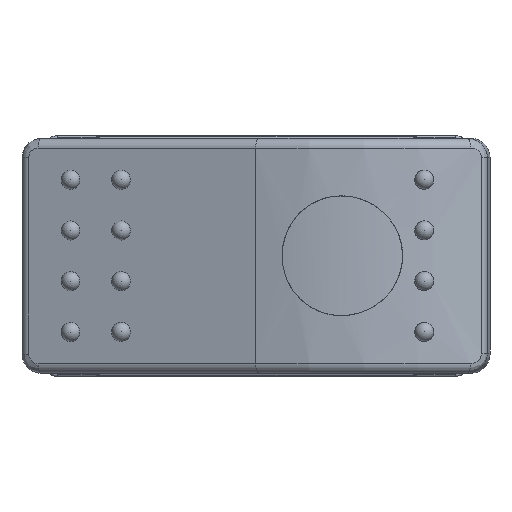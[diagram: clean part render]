
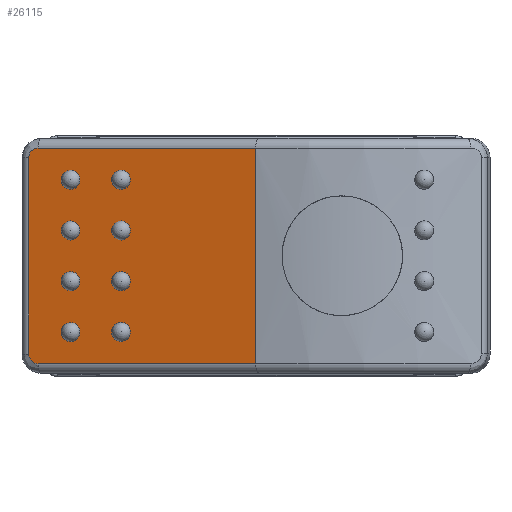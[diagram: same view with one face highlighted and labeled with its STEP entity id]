
A CAD part, top view. The second image highlights one B-rep face of the part: STEP entity #26115.
In plain terms, the highlighted planar face has unit normal (-0.294, 0, 0.956).
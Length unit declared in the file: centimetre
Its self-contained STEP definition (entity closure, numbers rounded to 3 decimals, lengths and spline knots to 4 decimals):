
#382=FACE_BOUND('',#8400,.T.);
#383=FACE_BOUND('',#8401,.T.);
#384=FACE_BOUND('',#8402,.T.);
#385=FACE_BOUND('',#8403,.T.);
#386=FACE_BOUND('',#8404,.T.);
#387=FACE_BOUND('',#8405,.T.);
#388=FACE_BOUND('',#8406,.T.);
#389=FACE_BOUND('',#8407,.T.);
#515=ELLIPSE('',#27651,0.101,0.1);
#518=ELLIPSE('',#27659,0.101,0.1);
#774=LINE('',#37138,#3418);
#798=LINE('',#37414,#3442);
#800=LINE('',#37450,#3444);
#801=LINE('',#37452,#3445);
#3418=VECTOR('',#29575,1.);
#3442=VECTOR('',#29717,1.);
#3444=VECTOR('',#29731,1.);
#3445=VECTOR('',#29734,1.);
#6047=PLANE('',#27688);
#6912=FACE_OUTER_BOUND('',#8399,.T.);
#8399=EDGE_LOOP('',(#18058,#18059,#18060,#18061,#18062,#18063));
#8400=EDGE_LOOP('',(#18064));
#8401=EDGE_LOOP('',(#18065));
#8402=EDGE_LOOP('',(#18066));
#8403=EDGE_LOOP('',(#18067));
#8404=EDGE_LOOP('',(#18068));
#8405=EDGE_LOOP('',(#18069));
#8406=EDGE_LOOP('',(#18070));
#8407=EDGE_LOOP('',(#18071));
#9975=CIRCLE('',#27601,0.1);
#9977=CIRCLE('',#27604,0.1);
#9979=CIRCLE('',#27607,0.1);
#9981=CIRCLE('',#27610,0.1);
#9983=CIRCLE('',#27613,0.1);
#9985=CIRCLE('',#27616,0.1);
#9987=CIRCLE('',#27619,0.1);
#9989=CIRCLE('',#27622,0.1);
#11166=VERTEX_POINT('',#37135);
#11167=VERTEX_POINT('',#37137);
#11173=VERTEX_POINT('',#37199);
#11175=VERTEX_POINT('',#37204);
#11177=VERTEX_POINT('',#37209);
#11179=VERTEX_POINT('',#37214);
#11181=VERTEX_POINT('',#37219);
#11183=VERTEX_POINT('',#37224);
#11185=VERTEX_POINT('',#37229);
#11187=VERTEX_POINT('',#37234);
#11211=VERTEX_POINT('',#37404);
#11212=VERTEX_POINT('',#37406);
#11214=VERTEX_POINT('',#37440);
#11216=VERTEX_POINT('',#37444);
#13807=EDGE_CURVE('',#11166,#11167,#774,.T.);
#13814=EDGE_CURVE('',#11173,#11173,#9975,.T.);
#13816=EDGE_CURVE('',#11175,#11175,#9977,.T.);
#13818=EDGE_CURVE('',#11177,#11177,#9979,.T.);
#13820=EDGE_CURVE('',#11179,#11179,#9981,.T.);
#13822=EDGE_CURVE('',#11181,#11181,#9983,.T.);
#13824=EDGE_CURVE('',#11183,#11183,#9985,.T.);
#13826=EDGE_CURVE('',#11185,#11185,#9987,.T.);
#13828=EDGE_CURVE('',#11187,#11187,#9989,.T.);
#13870=EDGE_CURVE('',#11211,#11212,#515,.T.);
#13874=EDGE_CURVE('',#11167,#11211,#798,.T.);
#13878=EDGE_CURVE('',#11216,#11214,#518,.T.);
#13880=EDGE_CURVE('',#11214,#11166,#800,.T.);
#13881=EDGE_CURVE('',#11212,#11216,#801,.T.);
#18058=ORIENTED_EDGE('',*,*,#13870,.F.);
#18059=ORIENTED_EDGE('',*,*,#13874,.F.);
#18060=ORIENTED_EDGE('',*,*,#13807,.F.);
#18061=ORIENTED_EDGE('',*,*,#13880,.F.);
#18062=ORIENTED_EDGE('',*,*,#13878,.F.);
#18063=ORIENTED_EDGE('',*,*,#13881,.F.);
#18064=ORIENTED_EDGE('',*,*,#13822,.T.);
#18065=ORIENTED_EDGE('',*,*,#13818,.T.);
#18066=ORIENTED_EDGE('',*,*,#13816,.T.);
#18067=ORIENTED_EDGE('',*,*,#13814,.T.);
#18068=ORIENTED_EDGE('',*,*,#13828,.T.);
#18069=ORIENTED_EDGE('',*,*,#13826,.T.);
#18070=ORIENTED_EDGE('',*,*,#13820,.T.);
#18071=ORIENTED_EDGE('',*,*,#13824,.T.);
#26115=ADVANCED_FACE('',(#6912,#382,#383,#384,#385,#386,#387,#388,#389),
#6047,.T.);
#27601=AXIS2_PLACEMENT_3D('',#37200,#29585,#29586);
#27604=AXIS2_PLACEMENT_3D('',#37205,#29591,#29592);
#27607=AXIS2_PLACEMENT_3D('',#37210,#29597,#29598);
#27610=AXIS2_PLACEMENT_3D('',#37215,#29603,#29604);
#27613=AXIS2_PLACEMENT_3D('',#37220,#29609,#29610);
#27616=AXIS2_PLACEMENT_3D('',#37225,#29615,#29616);
#27619=AXIS2_PLACEMENT_3D('',#37230,#29621,#29622);
#27622=AXIS2_PLACEMENT_3D('',#37235,#29627,#29628);
#27651=AXIS2_PLACEMENT_3D('',#37407,#29706,#29707);
#27659=AXIS2_PLACEMENT_3D('',#37446,#29724,#29725);
#27688=AXIS2_PLACEMENT_3D('',#37503,#29800,#29801);
#29575=DIRECTION('',(0.,-1.,0.));
#29585=DIRECTION('center_axis',(0.295,0.,
-0.956));
#29586=DIRECTION('ref_axis',(-0.956,0.,-0.295));
#29591=DIRECTION('center_axis',(0.295,0.,
-0.956));
#29592=DIRECTION('ref_axis',(-0.956,0.,-0.295));
#29597=DIRECTION('center_axis',(0.295,0.,
-0.956));
#29598=DIRECTION('ref_axis',(-0.956,0.,-0.295));
#29603=DIRECTION('center_axis',(0.295,0.,
-0.956));
#29604=DIRECTION('ref_axis',(-0.956,0.,-0.295));
#29609=DIRECTION('center_axis',(0.295,0.,
-0.956));
#29610=DIRECTION('ref_axis',(-0.956,0.,-0.295));
#29615=DIRECTION('center_axis',(0.295,0.,
-0.956));
#29616=DIRECTION('ref_axis',(-0.956,0.,-0.295));
#29621=DIRECTION('center_axis',(0.295,0.,
-0.956));
#29622=DIRECTION('ref_axis',(-0.956,0.,-0.295));
#29627=DIRECTION('center_axis',(0.295,0.,
-0.956));
#29628=DIRECTION('ref_axis',(-0.956,0.,-0.295));
#29706=DIRECTION('center_axis',(0.295,0.,
-0.956));
#29707=DIRECTION('ref_axis',(-0.956,0.,-0.295));
#29717=DIRECTION('',(-0.956,0.,-0.295));
#29724=DIRECTION('center_axis',(0.295,0.,
-0.956));
#29725=DIRECTION('ref_axis',(-0.956,0.,-0.295));
#29731=DIRECTION('',(0.956,0.,0.295));
#29734=DIRECTION('',(0.,1.,0.));
#29800=DIRECTION('center_axis',(-0.295,0.,
0.956));
#29801=DIRECTION('ref_axis',(0.,-1.,0.));
#37135=CARTESIAN_POINT('',(-0.0082,1.125,4.1794));
#37137=CARTESIAN_POINT('',(-0.0082,-1.125,4.1794));
#37138=CARTESIAN_POINT('',(-0.0082,0.,4.1794));
#37199=CARTESIAN_POINT('',(-2.034,0.795,3.555));
#37200=CARTESIAN_POINT('Origin',(-1.9385,0.795,3.5844));
#37204=CARTESIAN_POINT('',(-1.5084,0.795,3.717));
#37205=CARTESIAN_POINT('Origin',(-1.4129,0.795,3.7464));
#37209=CARTESIAN_POINT('',(-1.5084,0.265,3.717));
#37210=CARTESIAN_POINT('Origin',(-1.4129,0.265,3.7464));
#37214=CARTESIAN_POINT('',(-1.5084,-0.265,3.717));
#37215=CARTESIAN_POINT('Origin',(-1.4129,-0.265,3.7464));
#37219=CARTESIAN_POINT('',(-1.5084,-0.795,3.717));
#37220=CARTESIAN_POINT('Origin',(-1.4129,-0.795,3.7464));
#37224=CARTESIAN_POINT('',(-2.034,-0.795,3.555));
#37225=CARTESIAN_POINT('Origin',(-1.9385,-0.795,3.5844));
#37229=CARTESIAN_POINT('',(-2.034,-0.265,3.555));
#37230=CARTESIAN_POINT('Origin',(-1.9385,-0.265,3.5844));
#37234=CARTESIAN_POINT('',(-2.034,0.265,3.555));
#37235=CARTESIAN_POINT('Origin',(-1.9385,0.265,3.5844));
#37404=CARTESIAN_POINT('',(-2.2811,-1.125,3.4788));
#37406=CARTESIAN_POINT('',(-2.3776,-1.025,3.4491));
#37407=CARTESIAN_POINT('Origin',(-2.2811,-1.025,3.4788));
#37414=CARTESIAN_POINT('',(-1.3212,-1.125,3.7747));
#37440=CARTESIAN_POINT('',(-2.2811,1.125,3.4788));
#37444=CARTESIAN_POINT('',(-2.3776,1.025,3.4491));
#37446=CARTESIAN_POINT('Origin',(-2.2811,1.025,3.4788));
#37450=CARTESIAN_POINT('',(-1.3212,1.125,3.7747));
#37452=CARTESIAN_POINT('',(-2.3776,0.,3.4491));
#37503=CARTESIAN_POINT('Origin',(-2.4605,0.,
3.4235));
